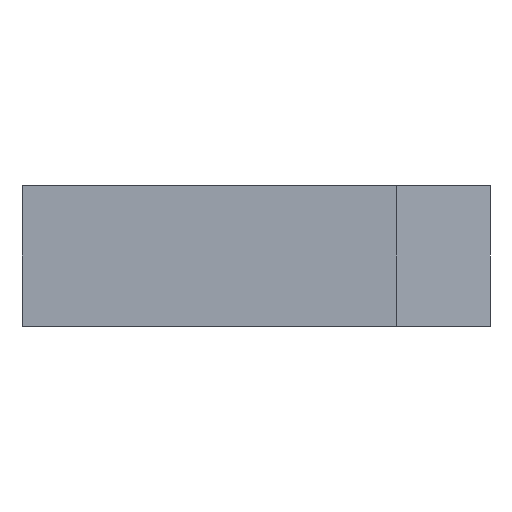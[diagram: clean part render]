
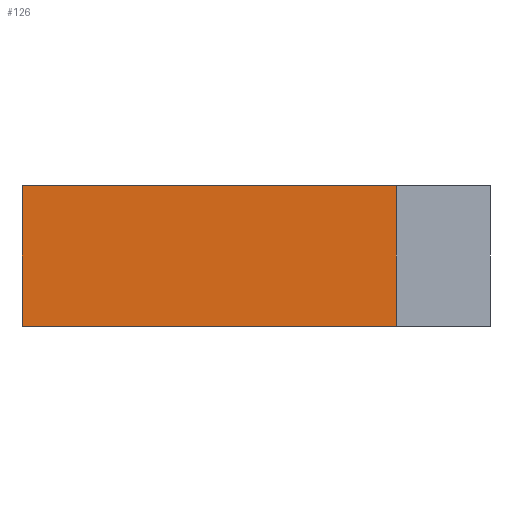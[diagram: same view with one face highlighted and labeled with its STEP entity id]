
A CAD part, left-side view. The second image highlights one B-rep face of the part: STEP entity #126.
In plain terms, the highlighted planar face has unit normal (-1, 0, 0).
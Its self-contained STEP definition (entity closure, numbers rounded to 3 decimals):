
#34 = VECTOR ( 'NONE', #741, 1000. ) ;
#51 = PLANE ( 'NONE',  #160 ) ;
#82 = ORIENTED_EDGE ( 'NONE', *, *, #633, .T. ) ;
#84 = CARTESIAN_POINT ( 'NONE',  ( -135., -3., 0. ) ) ;
#88 = DIRECTION ( 'NONE',  ( 0., 0., -1. ) ) ;
#109 = DIRECTION ( 'NONE',  ( 0., -1., 0. ) ) ;
#126 = ADVANCED_FACE ( 'NONE', ( #651 ), #51, .F. ) ;
#160 = AXIS2_PLACEMENT_3D ( 'NONE', #317, #852, #793 ) ;
#198 = CARTESIAN_POINT ( 'NONE',  ( -135., -3., 3. ) ) ;
#236 = ORIENTED_EDGE ( 'NONE', *, *, #858, .T. ) ;
#271 = LINE ( 'NONE', #480, #34 ) ;
#293 = LINE ( 'NONE', #702, #594 ) ;
#310 = LINE ( 'NONE', #831, #329 ) ;
#317 = CARTESIAN_POINT ( 'NONE',  ( -135., -5., 3. ) ) ;
#327 = LINE ( 'NONE', #198, #673 ) ;
#329 = VECTOR ( 'NONE', #88, 1000. ) ;
#376 = EDGE_CURVE ( 'NONE', #848, #653, #271, .T. ) ;
#378 = CARTESIAN_POINT ( 'NONE',  ( -135., 5., 3. ) ) ;
#415 = ORIENTED_EDGE ( 'NONE', *, *, #376, .F. ) ;
#425 = EDGE_LOOP ( 'NONE', ( #435, #82, #415, #236 ) ) ;
#435 = ORIENTED_EDGE ( 'NONE', *, *, #534, .T. ) ;
#480 = CARTESIAN_POINT ( 'NONE',  ( -135., -5., 3. ) ) ;
#534 = EDGE_CURVE ( 'NONE', #717, #745, #293, .T. ) ;
#537 = CARTESIAN_POINT ( 'NONE',  ( -135., 5., 0. ) ) ;
#594 = VECTOR ( 'NONE', #109, 1000. ) ;
#633 = EDGE_CURVE ( 'NONE', #745, #653, #327, .T. ) ;
#651 = FACE_OUTER_BOUND ( 'NONE', #425, .T. ) ;
#653 = VERTEX_POINT ( 'NONE', #854 ) ;
#658 = DIRECTION ( 'NONE',  ( 0., 0., 1. ) ) ;
#673 = VECTOR ( 'NONE', #658, 1000. ) ;
#702 = CARTESIAN_POINT ( 'NONE',  ( -135., -5., 0. ) ) ;
#717 = VERTEX_POINT ( 'NONE', #537 ) ;
#741 = DIRECTION ( 'NONE',  ( 0., -1., 0. ) ) ;
#745 = VERTEX_POINT ( 'NONE', #84 ) ;
#793 = DIRECTION ( 'NONE',  ( 0., 0., -1. ) ) ;
#831 = CARTESIAN_POINT ( 'NONE',  ( -135., 5., 3. ) ) ;
#848 = VERTEX_POINT ( 'NONE', #378 ) ;
#852 = DIRECTION ( 'NONE',  ( 1., 0., 0. ) ) ;
#854 = CARTESIAN_POINT ( 'NONE',  ( -135., -3., 3. ) ) ;
#858 = EDGE_CURVE ( 'NONE', #848, #717, #310, .T. ) ;
